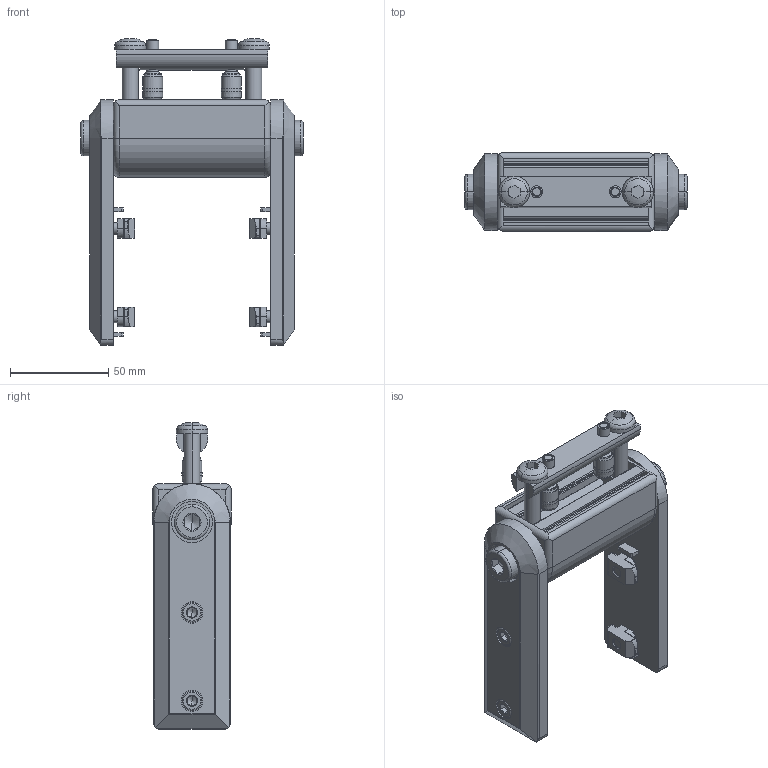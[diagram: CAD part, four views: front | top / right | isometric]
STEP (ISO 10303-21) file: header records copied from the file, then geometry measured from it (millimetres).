
FILE_DESCRIPTION(('STEP AP214'),'1');
FILE_NAME('cctmp_0D38E4E5-E30E-41F0-8B1C-F0D6F39B4477_2020_1_13_15_57_15_372..stp','2020-01-13T14:57:16',('Bosch Rexroth AG'),('CADClick - www.CADClick.com'),'Spatial InterOp 3D',' ','unknown authorization - (Healing Option Enabled)');
FILE_SCHEMA(('AUTOMOTIVE_DESIGN'));
Length unit declared in the file: millimetre
Products named in the file (1): 2020_01_13__15-57-15-341
Bounding box: 113.2 x 40 x 156.13 mm (x, y, z)
Volume: 208508.7 mm3; surface area: 61264.9 mm2
Topology: 1 solids, 4 shells, 1396 faces, 3864 edges, 2516 vertices
Faces by surface type: plane 877, cylinder 379, cone 114, torus 26
Entity records: 57470 total; most frequent: CARTESIAN_POINT 9623, DIRECTION 8102, ORIENTED_EDGE 7704, EDGE_CURVE 3852, AXIS2_PLACEMENT_3D 3087, VERTEX_POINT 2516, LINE 1928, VECTOR 1928
